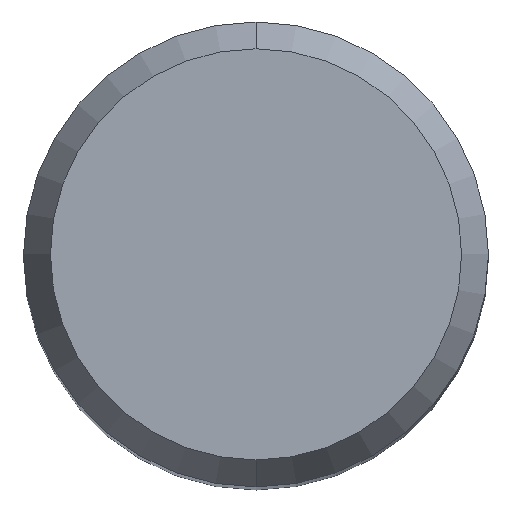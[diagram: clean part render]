
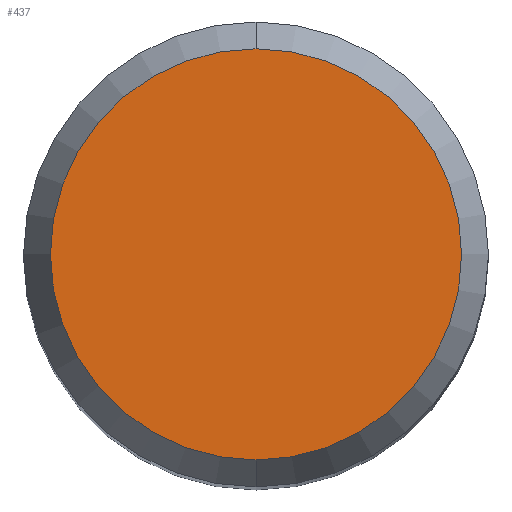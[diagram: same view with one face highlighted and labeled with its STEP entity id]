
A CAD part, top view. The second image highlights one B-rep face of the part: STEP entity #437.
In plain terms, the highlighted planar face has unit normal (0, 0, 1).
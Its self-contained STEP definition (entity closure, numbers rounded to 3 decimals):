
#195=VERTEX_POINT('',#486);
#227=VERTEX_POINT('',#518);
#299=EDGE_CURVE('',#227,#195,#601,.T.);
#353=EDGE_CURVE('',#195,#227,#662,.T.);
#437=ADVANCED_FACE('',(#755),#756,.T.);
#486=CARTESIAN_POINT('',(0.,-4.423,0.0));
#518=CARTESIAN_POINT('',(0.0,4.423,0.0));
#601=CIRCLE('',#1120,4.423);
#662=CIRCLE('',#1223,4.423);
#755=FACE_OUTER_BOUND('',#1409,.T.);
#756=PLANE('',#1410);
#1120=AXIS2_PLACEMENT_3D('',#1549,#1550,#1551);
#1223=AXIS2_PLACEMENT_3D('',#1634,#1635,#1636);
#1409=EDGE_LOOP('',(#1743,#1744));
#1410=AXIS2_PLACEMENT_3D('',#1745,#1746,#1747);
#1549=CARTESIAN_POINT('',(0.0,0.0,0.0));
#1550=DIRECTION('',(0.0,0.0,-1.0));
#1551=DIRECTION('',(0.0,1.0,0.0));
#1634=CARTESIAN_POINT('',(0.0,0.0,0.0));
#1635=DIRECTION('',(0.0,0.0,-1.0));
#1636=DIRECTION('',(0.0,1.0,0.0));
#1743=ORIENTED_EDGE('',*,*,#299,.F.);
#1744=ORIENTED_EDGE('',*,*,#353,.F.);
#1745=CARTESIAN_POINT('',(0.0,2.211,0.0));
#1746=DIRECTION('',(-0.0,0.0,1.0));
#1747=DIRECTION('',(0.0,-1.0,0.0));
